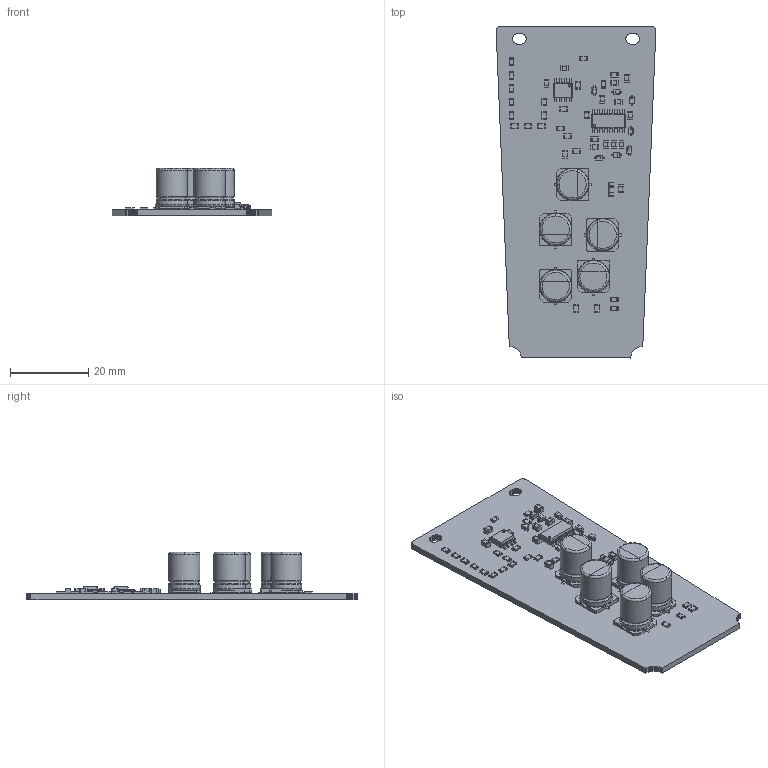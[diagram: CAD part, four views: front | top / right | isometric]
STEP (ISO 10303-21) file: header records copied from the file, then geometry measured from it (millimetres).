
FILE_DESCRIPTION(('KiCad electronic assembly'),'2;1');
FILE_NAME('StudioMic.step','2023-03-18T07:41:25',('Pcbnew'),('Kicad'), 'Open CASCADE STEP processor 7.6','KiCad to STEP converter','Unknown' );
FILE_SCHEMA(('AUTOMOTIVE_DESIGN { 1 0 10303 214 1 1 1 1 }'));
Length unit declared in the file: millimetre
Products named in the file (16): StudioMic 1; C_0805_2012Metric; SOLID; SOIC-14_3.9x8.7mm_P1.27mm; D_MiniMELF; R_0805_2012Metric; D_SOD-323; CP_Elec_8x10.5; SOIC-8_3.9x4.9mm_P1.27mm; PCB
Assembly tree (60 placements, depth 3):
  StudioMic 1
    C_0805_2012Metric  x14
      SOLID
    SOIC-14_3.9x8.7mm_P1.27mm
      SOLID
    D_MiniMELF
      SOLID
    R_0805_2012Metric  x23
      SOLID
    D_SOD-323  x7
      SOLID
    CP_Elec_8x10.5  x5
      SOLID
    SOIC-8_3.9x4.9mm_P1.27mm
      SOLID
    PCB
Bounding box: 40.9 x 85 x 12.13 mm (x, y, z)
Volume: 7776.5 mm3; surface area: 9593 mm2
Topology: 53 solids, 53 shells, 2209 faces, 5634 edges, 3577 vertices
Faces by surface type: plane 1367, cylinder 553, bspline 262, torus 20, revolution 7
Full cylindrical faces by diameter (mm): 0.6 x2, 1.35 x2, 1.4 x3, 8 x10
Entity records: 50752 total; most frequent: CARTESIAN_POINT 9414, DIRECTION 6751, LINE 4713, VECTOR 4713, ORIENTED_EDGE 3708, PCURVE 3708, DEFINITIONAL_REPRESENTATION 3708, EDGE_CURVE 1854
